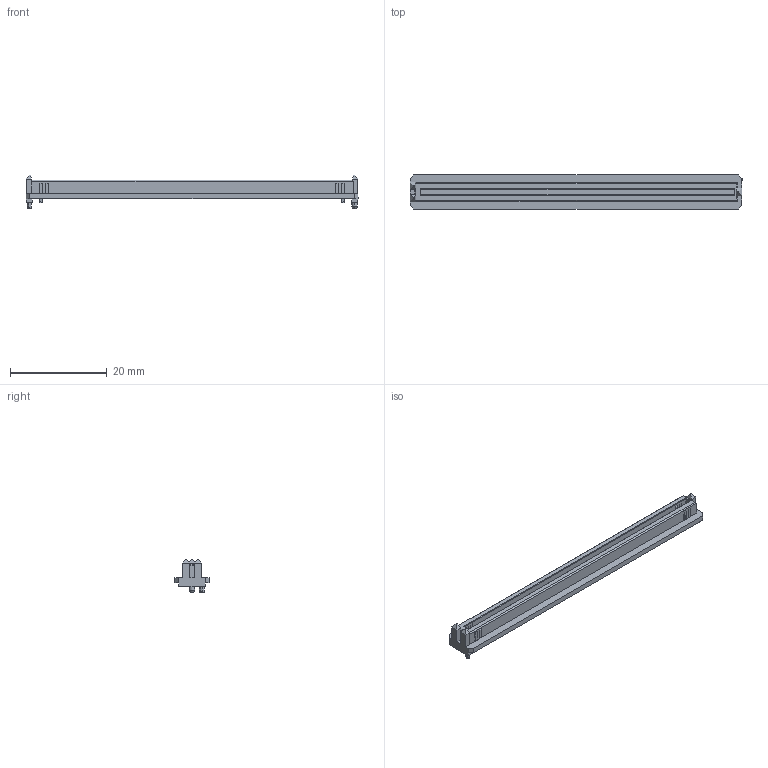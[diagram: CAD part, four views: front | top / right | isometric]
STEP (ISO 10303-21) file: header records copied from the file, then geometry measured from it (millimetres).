
FILE_DESCRIPTION((''),'2;1');
FILE_NAME('SAMTEC_SEAM-50-02.0-L-04-2-A-K-TR.stp','2014-12-17T07:51:26',(''),(''),'Mechanical Desktop 2011','Mechanical Desktop 2011',', , ');
FILE_SCHEMA(('AUTOMOTIVE_DESIGN { 1 2 10303 214 1 1 1 1 }'));
Length unit declared in the file: millimetre
Products named in the file (1): Product
Bounding box: 68.48 x 7.06 x 6.88 mm (x, y, z)
Volume: 1052.3 mm3; surface area: 1964.5 mm2
Topology: 33 solids, 33 shells, 346 faces, 798 edges, 519 vertices
Faces by surface type: plane 290, cylinder 50, bspline 4, sphere 2
Entity records: 9770 total; most frequent: CARTESIAN_POINT 1796, ORIENTED_EDGE 1592, DIRECTION 1587, EDGE_CURVE 796, VECTOR 691, LINE 691, VERTEX_POINT 519, AXIS2_PLACEMENT_3D 448
